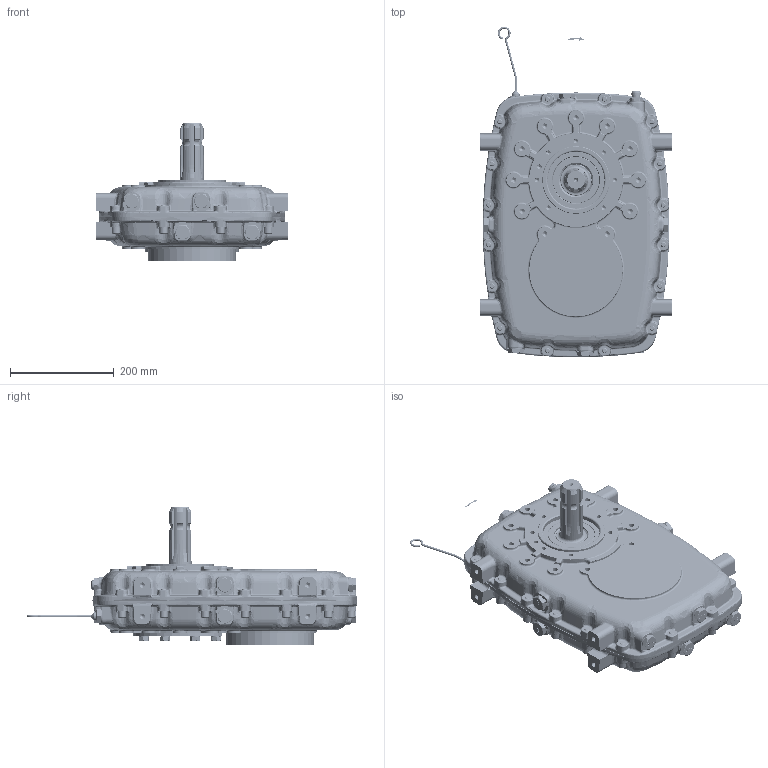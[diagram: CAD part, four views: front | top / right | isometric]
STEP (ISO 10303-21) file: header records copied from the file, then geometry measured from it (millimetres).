
FILE_DESCRIPTION (( 'STEP AP214' ), '1' );
FILE_NAME ('1029011Q.STEP', '2018-12-17T09:07:24', ( 'utente' ), ( 'Hewlett-Packard Company' ), 'SwSTEP 2.0', 'SolidWorks 2015', '' );
FILE_SCHEMA (( 'AUTOMOTIVE_DESIGN' ));
Length unit declared in the file: millimetre
Products named in the file (8): IT1048016-installation; ITam220-018_rev00-installation; IT1041371-installation; IT0001009_rev00-installation; IT2021217_rev05-installation; ITam110-002_rev00-installation; ITB01210000_rev01-installation; 1029011Q
Assembly tree (7 placements, depth 2):
  1029011Q
    ITB01210000_rev01-installation
    ITam110-002_rev00-installation
    IT2021217_rev05-installation
    IT0001009_rev00-installation
    IT1041371-installation
    ITam220-018_rev00-installation
    IT1048016-installation
Bounding box: 370 x 636.78 x 265 mm (x, y, z)
Volume: 1790082.5 mm3; surface area: 1603706 mm2
Topology: 31 solids, 127 shells, 6599 faces, 16010 edges, 9794 vertices
Faces by surface type: plane 2092, bspline 1704, cylinder 1377, cone 634, torus 628, sphere 164
Entity records: 344248 total; most frequent: CARTESIAN_POINT 127877, ORIENTED_EDGE 31523, DIRECTION 26740, EDGE_CURVE 15768, AXIS2_PLACEMENT_3D 10301, VERTEX_POINT 9794, EDGE_LOOP 7184, UNCERTAINTY_MEASURE_WITH_UNIT 6718
